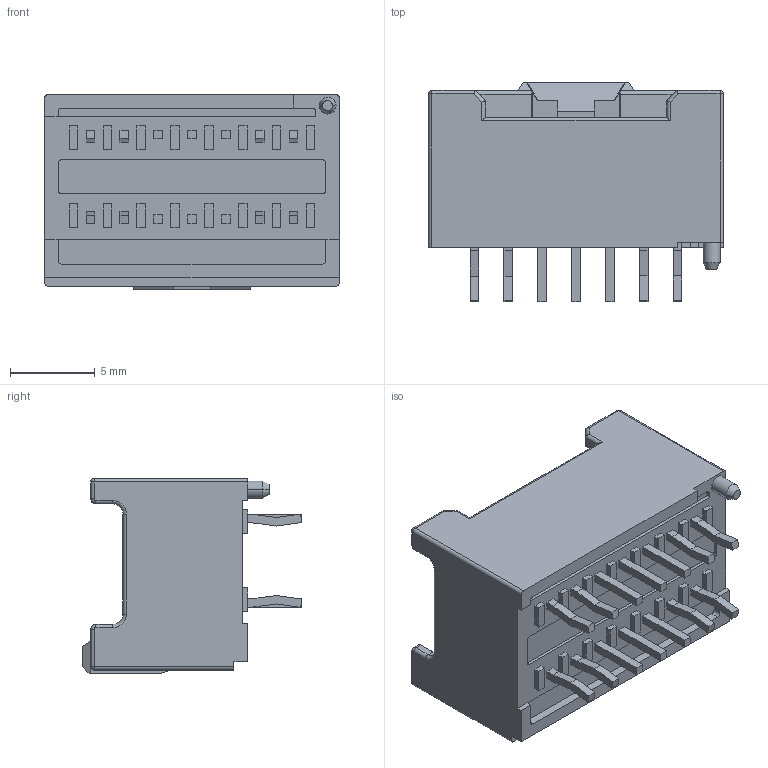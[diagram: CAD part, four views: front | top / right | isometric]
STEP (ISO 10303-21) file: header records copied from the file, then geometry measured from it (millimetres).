
FILE_DESCRIPTION((''),'2;1');
FILE_NAME('559171410','2017-05-04T',('ksrinivasara'),(''),'PRO/ENGINEER BY PARAMETRIC TECHNOLOGY CORPORATION, 2012310','PRO/ENGINEER BY PARAMETRIC TECHNOLOGY CORPORATION, 2012310','');
FILE_SCHEMA(('CONFIG_CONTROL_DESIGN'));
Length unit declared in the file: millimetre
Products named in the file (1): 559171410
Bounding box: 17.4 x 12.95 x 11.5 mm (x, y, z)
Volume: 754.7 mm3; surface area: 1497.6 mm2
Topology: 1 solids, 1 shells, 466 faces, 1217 edges, 801 vertices
Faces by surface type: plane 383, cylinder 51, cone 20, bspline 4, torus 4, sphere 4
Entity records: 14243 total; most frequent: CARTESIAN_POINT 2687, ORIENTED_EDGE 2366, DIRECTION 2277, EDGE_CURVE 1183, VECTOR 1059, LINE 1059, VERTEX_POINT 763, AXIS2_PLACEMENT_3D 609
